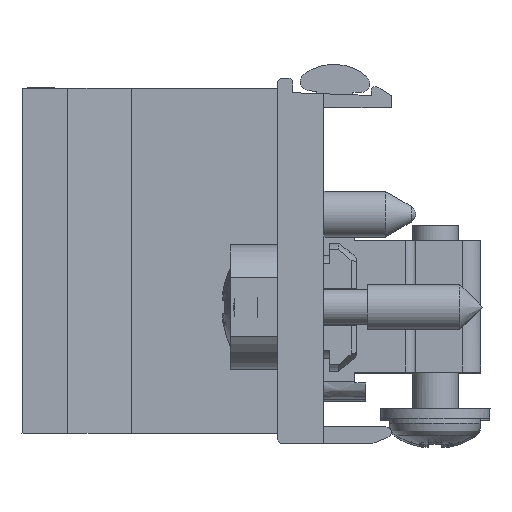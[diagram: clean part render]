
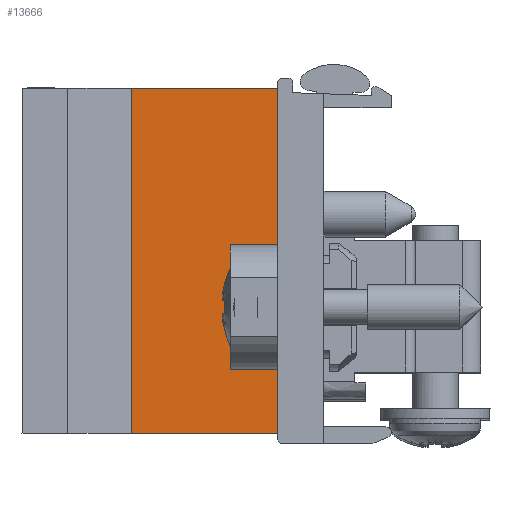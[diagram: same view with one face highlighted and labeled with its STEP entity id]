
A CAD part, front view. The second image highlights one B-rep face of the part: STEP entity #13666.
In plain terms, the highlighted free-form (B-spline) face has degree [1, 1] with [2, 2] control points.
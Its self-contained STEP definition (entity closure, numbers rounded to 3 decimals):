
#2402=B_SPLINE_SURFACE_WITH_KNOTS('',1,1,((#23121,#23122),(#23123,#23124)),
 .UNSPECIFIED.,.F.,.F.,.U.,(2,2),(2,2),(0.,1.),(0.,2.36),.UNSPECIFIED.);
#3386=B_SPLINE_CURVE_WITH_KNOTS('',1,(#23116,#23117),.UNSPECIFIED.,.F.,
 .U.,(2,2),(0.,1.),.UNSPECIFIED.);
#3388=B_SPLINE_CURVE_WITH_KNOTS('',1,(#23125,#23126),.UNSPECIFIED.,.F.,
 .U.,(2,2),(0.,1.),.UNSPECIFIED.);
#3389=B_SPLINE_CURVE_WITH_KNOTS('',1,(#23129,#23130),.UNSPECIFIED.,.F.,
 .U.,(2,2),(0.,2.36),.UNSPECIFIED.);
#3390=B_SPLINE_CURVE_WITH_KNOTS('',1,(#23131,#23132),.UNSPECIFIED.,.F.,
 .U.,(2,2),(0.,3.814),.UNSPECIFIED.);
#4635=VERTEX_POINT('',#23115);
#4636=VERTEX_POINT('',#23118);
#4637=VERTEX_POINT('',#23127);
#4638=VERTEX_POINT('',#23128);
#7066=EDGE_CURVE('',#4636,#4635,#3386,.T.);
#7068=EDGE_CURVE('',#4637,#4638,#3388,.T.);
#7069=EDGE_CURVE('',#4638,#4636,#3389,.T.);
#7070=EDGE_CURVE('',#4637,#4635,#3390,.T.);
#10320=ORIENTED_EDGE('',*,*,#7068,.T.);
#10321=ORIENTED_EDGE('',*,*,#7069,.T.);
#10322=ORIENTED_EDGE('',*,*,#7066,.T.);
#10323=ORIENTED_EDGE('',*,*,#7070,.F.);
#12121=EDGE_LOOP('',(#10320,#10321,#10322,#10323));
#12918=FACE_BOUND('',#12121,.T.);
#13666=ADVANCED_FACE('',(#12918),#2402,.T.);
#23115=CARTESIAN_POINT('',(47.952,156.425,99.818));
#23116=CARTESIAN_POINT('',(47.952,156.425,91.818));
#23117=CARTESIAN_POINT('',(47.952,156.425,99.818));
#23118=CARTESIAN_POINT('',(47.952,156.425,91.818));
#23121=CARTESIAN_POINT('',(29.072,156.425,99.818));
#23122=CARTESIAN_POINT('',(47.952,156.425,99.818));
#23123=CARTESIAN_POINT('',(29.072,156.425,91.818));
#23124=CARTESIAN_POINT('',(47.952,156.425,91.818));
#23125=CARTESIAN_POINT('',(29.072,156.425,99.818));
#23126=CARTESIAN_POINT('',(29.072,156.425,91.818));
#23127=CARTESIAN_POINT('',(29.072,156.425,99.818));
#23128=CARTESIAN_POINT('',(29.072,156.425,91.818));
#23129=CARTESIAN_POINT('',(29.072,156.425,91.818));
#23130=CARTESIAN_POINT('',(47.952,156.425,91.818));
#23131=CARTESIAN_POINT('',(29.072,156.425,99.818));
#23132=CARTESIAN_POINT('',(47.952,156.425,99.818));
